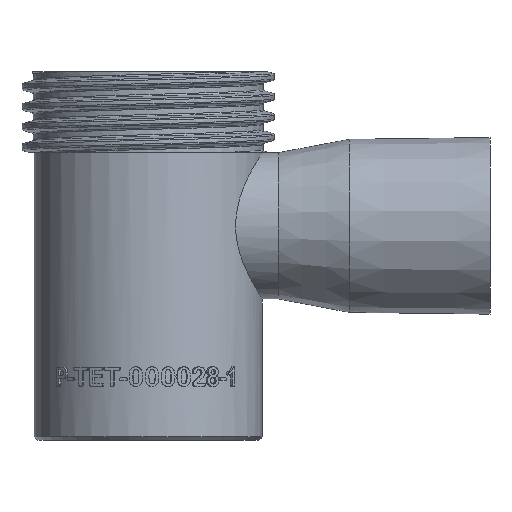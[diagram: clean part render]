
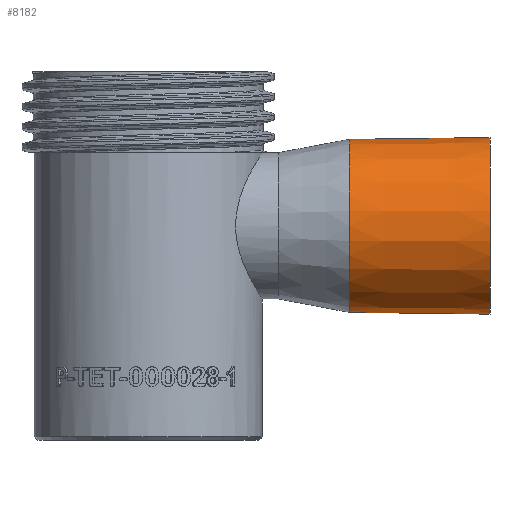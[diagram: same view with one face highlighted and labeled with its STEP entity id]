
A CAD part, front view. The second image highlights one B-rep face of the part: STEP entity #8182.
In plain terms, the highlighted conical face has half-angle 0.716 degrees and reference radius 13.044 mm.
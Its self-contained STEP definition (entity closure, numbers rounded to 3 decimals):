
#452=CONICAL_SURFACE('',#8727,13.044,0.012);
#498=FACE_OUTER_BOUND('',#987,.T.);
#987=EDGE_LOOP('',(#5884,#5885,#5886,#5887));
#1437=CIRCLE('',#8639,13.175);
#1500=CIRCLE('',#8726,12.913);
#2288=LINE('',#12864,#2788);
#2788=VECTOR('',#9222,13.044);
#3271=VERTEX_POINT('',#10440);
#3577=VERTEX_POINT('',#12860);
#4156=EDGE_CURVE('',#3271,#3271,#1437,.T.);
#4490=EDGE_CURVE('',#3577,#3577,#1500,.T.);
#4491=EDGE_CURVE('',#3577,#3271,#2288,.T.);
#5884=ORIENTED_EDGE('',*,*,#4490,.F.);
#5885=ORIENTED_EDGE('',*,*,#4491,.T.);
#5886=ORIENTED_EDGE('',*,*,#4156,.T.);
#5887=ORIENTED_EDGE('',*,*,#4491,.F.);
#8182=ADVANCED_FACE('',(#498),#452,.T.);
#8639=AXIS2_PLACEMENT_3D('',#10441,#9014,#9015);
#8726=AXIS2_PLACEMENT_3D('',#12862,#9218,#9219);
#8727=AXIS2_PLACEMENT_3D('',#12863,#9220,#9221);
#9014=DIRECTION('center_axis',(-1.,0.,0.));
#9015=DIRECTION('ref_axis',(0.,0.,1.));
#9218=DIRECTION('center_axis',(-1.,0.,0.));
#9219=DIRECTION('ref_axis',(0.,0.,1.));
#9220=DIRECTION('center_axis',(1.,0.,0.));
#9221=DIRECTION('ref_axis',(0.,0.,1.));
#9222=DIRECTION('',(1.,0.,-0.012));
#10440=CARTESIAN_POINT('',(61.5,0.,-13.175));
#10441=CARTESIAN_POINT('Origin',(61.5,0.,0.));
#12860=CARTESIAN_POINT('',(40.5,0.,-12.913));
#12862=CARTESIAN_POINT('Origin',(40.5,0.,0.));
#12863=CARTESIAN_POINT('Origin',(51.,0.,0.));
#12864=CARTESIAN_POINT('',(51.,0.,-13.044));
